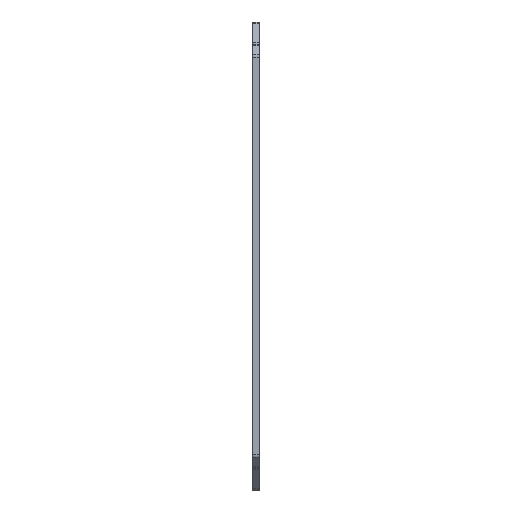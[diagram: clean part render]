
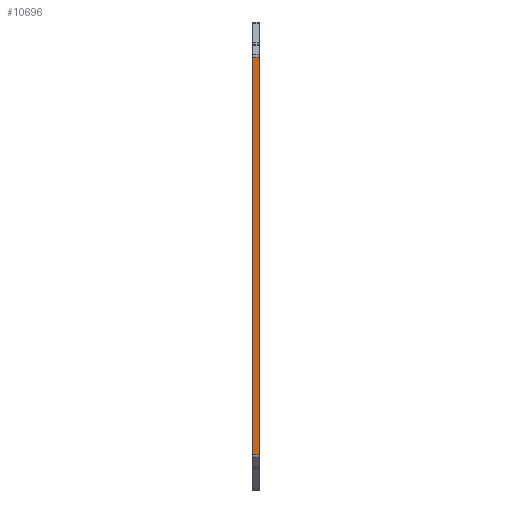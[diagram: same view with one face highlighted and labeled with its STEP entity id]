
A CAD part, left-side view. The second image highlights one B-rep face of the part: STEP entity #10696.
In plain terms, the highlighted planar face has unit normal (-1, 0, 0).
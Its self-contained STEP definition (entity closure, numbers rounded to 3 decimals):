
#187=PLANE('',#11768);
#579=FACE_OUTER_BOUND('',#1195,.T.);
#1195=EDGE_LOOP('',(#8878,#8879,#8880,#8881));
#1677=LINE('',#15825,#2789);
#1934=LINE('',#16760,#3046);
#2297=LINE('',#17866,#3409);
#2320=LINE('',#17924,#3432);
#2789=VECTOR('',#12532,10.);
#3046=VECTOR('',#13257,10.);
#3409=VECTOR('',#14234,10.);
#3432=VECTOR('',#14327,10.);
#4474=VERTEX_POINT('',#15822);
#4475=VERTEX_POINT('',#15824);
#4918=VERTEX_POINT('',#16757);
#4919=VERTEX_POINT('',#16759);
#5598=EDGE_CURVE('',#4474,#4475,#1677,.T.);
#6065=EDGE_CURVE('',#4919,#4918,#1934,.T.);
#6633=EDGE_CURVE('',#4919,#4474,#2297,.T.);
#6656=EDGE_CURVE('',#4475,#4918,#2320,.T.);
#8878=ORIENTED_EDGE('',*,*,#6633,.F.);
#8879=ORIENTED_EDGE('',*,*,#6065,.T.);
#8880=ORIENTED_EDGE('',*,*,#6656,.F.);
#8881=ORIENTED_EDGE('',*,*,#5598,.F.);
#10696=ADVANCED_FACE('',(#579),#187,.T.);
#11768=AXIS2_PLACEMENT_3D('',#17931,#14337,#14338);
#12532=DIRECTION('',(0.,0.,-1.));
#13257=DIRECTION('',(0.,0.,-1.));
#14234=DIRECTION('',(0.,-1.,0.));
#14327=DIRECTION('',(0.,1.,0.));
#14337=DIRECTION('center_axis',(-1.,0.,0.));
#14338=DIRECTION('ref_axis',(0.,0.,-1.));
#15822=CARTESIAN_POINT('',(0.,-29.253,91.));
#15824=CARTESIAN_POINT('',(0.,-29.253,1.578));
#15825=CARTESIAN_POINT('',(0.,-29.253,93.914));
#16757=CARTESIAN_POINT('',(0.,-27.753,1.578));
#16759=CARTESIAN_POINT('',(0.,-27.753,91.));
#16760=CARTESIAN_POINT('',(0.,-27.753,93.914));
#17866=CARTESIAN_POINT('',(0.,-28.503,91.));
#17924=CARTESIAN_POINT('',(0.,-28.503,1.578));
#17931=CARTESIAN_POINT('Origin',(0.,-27.753,93.914));
